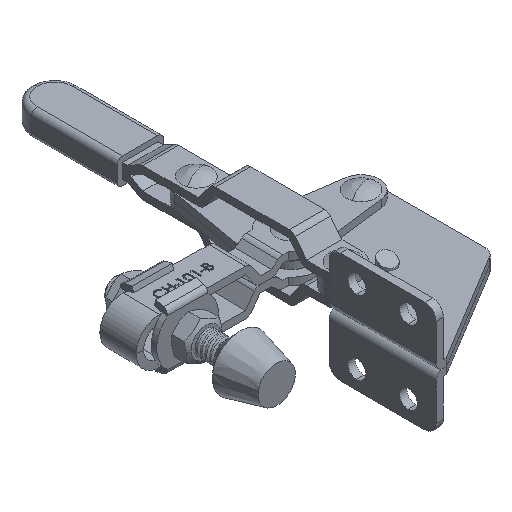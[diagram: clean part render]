
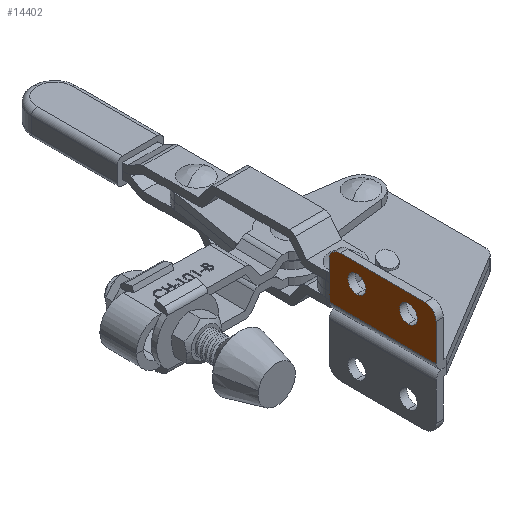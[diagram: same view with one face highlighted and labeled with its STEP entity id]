
A CAD part, isometric view. The second image highlights one B-rep face of the part: STEP entity #14402.
In plain terms, the highlighted planar face has unit normal (-1, 0, 0).
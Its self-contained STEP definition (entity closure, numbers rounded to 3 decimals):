
#6434 = DIRECTION ( 'NONE',  ( 0., 1., 0. ) ) ;
#6435 = DIRECTION ( 'NONE',  ( 1., 0., 0. ) ) ;
#6436 = CARTESIAN_POINT ( 'NONE',  ( -2., 8., 10. ) ) ;
#6437 = AXIS2_PLACEMENT_3D ( 'NONE', #6436, #6435, #6434 ) ;
#6438 = CIRCLE ( 'NONE', #6437, 2.4 ) ;
#6700 = CARTESIAN_POINT ( 'NONE',  ( -2., 8., 12.4 ) ) ;
#6758 = CARTESIAN_POINT ( 'NONE',  ( -2., 22., 7.6 ) ) ;
#6759 = CARTESIAN_POINT ( 'NONE',  ( -2., 22., 12.4 ) ) ;
#6760 = DIRECTION ( 'NONE',  ( 0., 1., 0. ) ) ;
#6761 = DIRECTION ( 'NONE',  ( 1., 0., 0. ) ) ;
#6762 = CARTESIAN_POINT ( 'NONE',  ( -2., 22., 10. ) ) ;
#6763 = AXIS2_PLACEMENT_3D ( 'NONE', #6762, #6761, #6760 ) ;
#6769 = CIRCLE ( 'NONE', #6763, 2.4 ) ;
#6920 = CARTESIAN_POINT ( 'NONE',  ( -2., 8., 7.6 ) ) ;
#7866 = DIRECTION ( 'NONE',  ( 0., 1., 0. ) ) ;
#7868 = DIRECTION ( 'NONE',  ( 1., 0., 0. ) ) ;
#7870 = CARTESIAN_POINT ( 'NONE',  ( -2., 8., 10. ) ) ;
#7871 = AXIS2_PLACEMENT_3D ( 'NONE', #7870, #7868, #7866 ) ;
#7873 = CIRCLE ( 'NONE', #7871, 2.4 ) ;
#8155 = DIRECTION ( 'NONE',  ( 0., 1., 0. ) ) ;
#8157 = DIRECTION ( 'NONE',  ( 1., 0., 0. ) ) ;
#8159 = AXIS2_PLACEMENT_3D ( 'NONE', #8164, #8157, #8155 ) ;
#8164 = CARTESIAN_POINT ( 'NONE',  ( -2., 0.49, 2. ) ) ;
#8165 = PLANE ( 'NONE',  #8159 ) ;
#8166 = FACE_OUTER_BOUND ( 'NONE', #14558, .T. ) ;
#8168 = FACE_BOUND ( 'NONE', #14504, .T. ) ;
#8176 = FACE_BOUND ( 'NONE', #14404, .T. ) ;
#8241 = CARTESIAN_POINT ( 'NONE',  ( -2., 29.5, 2. ) ) ;
#8244 = CARTESIAN_POINT ( 'NONE',  ( -2., 29.5, 12. ) ) ;
#8246 = DIRECTION ( 'NONE',  ( 0., 0., -1. ) ) ;
#8247 = VECTOR ( 'NONE', #8246, 1000. ) ;
#8250 = CARTESIAN_POINT ( 'NONE',  ( -2., 29.5, 2. ) ) ;
#8251 = LINE ( 'NONE', #8250, #8247 ) ;
#8383 = DIRECTION ( 'NONE',  ( 0., 1., 0. ) ) ;
#8385 = DIRECTION ( 'NONE',  ( 1., 0., 0. ) ) ;
#8386 = CARTESIAN_POINT ( 'NONE',  ( -2., 22., 10. ) ) ;
#8388 = AXIS2_PLACEMENT_3D ( 'NONE', #8386, #8385, #8383 ) ;
#8390 = CIRCLE ( 'NONE', #8388, 2.4 ) ;
#8421 = CARTESIAN_POINT ( 'NONE',  ( -2., 3.49, 15. ) ) ;
#8423 = DIRECTION ( 'NONE',  ( 0., 1., 0. ) ) ;
#8425 = DIRECTION ( 'NONE',  ( -1., 0., 0. ) ) ;
#8427 = CARTESIAN_POINT ( 'NONE',  ( -2., 3.49, 12. ) ) ;
#8428 = AXIS2_PLACEMENT_3D ( 'NONE', #8427, #8425, #8423 ) ;
#8429 = CIRCLE ( 'NONE', #8428, 3. ) ;
#8433 = CARTESIAN_POINT ( 'NONE',  ( -2., 0.49, 2. ) ) ;
#8447 = CARTESIAN_POINT ( 'NONE',  ( -2., 0.49, 12. ) ) ;
#8450 = DIRECTION ( 'NONE',  ( 0., 0., -1. ) ) ;
#8451 = VECTOR ( 'NONE', #8450, 1000. ) ;
#8453 = CARTESIAN_POINT ( 'NONE',  ( -2., 0.49, 2. ) ) ;
#8455 = LINE ( 'NONE', #8453, #8451 ) ;
#8517 = DIRECTION ( 'NONE',  ( 0., -1., 0. ) ) ;
#8518 = VECTOR ( 'NONE', #8517, 1000. ) ;
#8519 = CARTESIAN_POINT ( 'NONE',  ( -2., 29.5, 15. ) ) ;
#8520 = LINE ( 'NONE', #8519, #8518 ) ;
#8522 = DIRECTION ( 'NONE',  ( 0., 1., 0. ) ) ;
#8523 = DIRECTION ( 'NONE',  ( -1., 0., 0. ) ) ;
#8524 = AXIS2_PLACEMENT_3D ( 'NONE', #8531, #8523, #8522 ) ;
#8525 = CIRCLE ( 'NONE', #8524, 3. ) ;
#8531 = CARTESIAN_POINT ( 'NONE',  ( -2., 26.5, 12. ) ) ;
#8532 = CARTESIAN_POINT ( 'NONE',  ( -2., 26.5, 15. ) ) ;
#8732 = DIRECTION ( 'NONE',  ( 0., -1., 0. ) ) ;
#8733 = VECTOR ( 'NONE', #8732, 1000. ) ;
#8734 = CARTESIAN_POINT ( 'NONE',  ( -2., 0.49, 2. ) ) ;
#8735 = LINE ( 'NONE', #8734, #8733 ) ;
#13432 = EDGE_CURVE ( 'NONE', #13615, #13843, #6438, .T. ) ;
#13615 = VERTEX_POINT ( 'NONE', #6700 ) ;
#13716 = EDGE_CURVE ( 'NONE', #13717, #13719, #6769, .T. ) ;
#13717 = VERTEX_POINT ( 'NONE', #6759 ) ;
#13719 = VERTEX_POINT ( 'NONE', #6758 ) ;
#13843 = VERTEX_POINT ( 'NONE', #6920 ) ;
#14265 = ORIENTED_EDGE ( 'NONE', *, *, #14268, .T. ) ;
#14268 = EDGE_CURVE ( 'NONE', #13843, #13615, #7873, .T. ) ;
#14402 = ADVANCED_FACE ( 'NONE', ( #8176, #8168, #8166 ), #8165, .F. ) ;
#14404 = EDGE_LOOP ( 'NONE', ( #14265, #14491 ) ) ;
#14423 = EDGE_CURVE ( 'NONE', #14424, #14425, #8251, .T. ) ;
#14424 = VERTEX_POINT ( 'NONE', #8244 ) ;
#14425 = VERTEX_POINT ( 'NONE', #8241 ) ;
#14473 = ORIENTED_EDGE ( 'NONE', *, *, #14474, .T. ) ;
#14474 = EDGE_CURVE ( 'NONE', #13719, #13717, #8390, .T. ) ;
#14491 = ORIENTED_EDGE ( 'NONE', *, *, #13432, .T. ) ;
#14504 = EDGE_LOOP ( 'NONE', ( #14473, #14553 ) ) ;
#14512 = EDGE_CURVE ( 'NONE', #14514, #14519, #8455, .T. ) ;
#14514 = VERTEX_POINT ( 'NONE', #8447 ) ;
#14519 = VERTEX_POINT ( 'NONE', #8433 ) ;
#14521 = ORIENTED_EDGE ( 'NONE', *, *, #14523, .T. ) ;
#14523 = EDGE_CURVE ( 'NONE', #14514, #14525, #8429, .T. ) ;
#14525 = VERTEX_POINT ( 'NONE', #8421 ) ;
#14527 = ORIENTED_EDGE ( 'NONE', *, *, #14528, .F. ) ;
#14528 = EDGE_CURVE ( 'NONE', #14565, #14525, #8520, .T. ) ;
#14553 = ORIENTED_EDGE ( 'NONE', *, *, #13716, .T. ) ;
#14558 = EDGE_LOOP ( 'NONE', ( #14560, #14521, #14527, #14569, #14643, #14627 ) ) ;
#14560 = ORIENTED_EDGE ( 'NONE', *, *, #14512, .F. ) ;
#14565 = VERTEX_POINT ( 'NONE', #8532 ) ;
#14569 = ORIENTED_EDGE ( 'NONE', *, *, #14571, .T. ) ;
#14571 = EDGE_CURVE ( 'NONE', #14565, #14424, #8525, .T. ) ;
#14627 = ORIENTED_EDGE ( 'NONE', *, *, #14771, .T. ) ;
#14643 = ORIENTED_EDGE ( 'NONE', *, *, #14423, .T. ) ;
#14771 = EDGE_CURVE ( 'NONE', #14425, #14519, #8735, .T. ) ;
